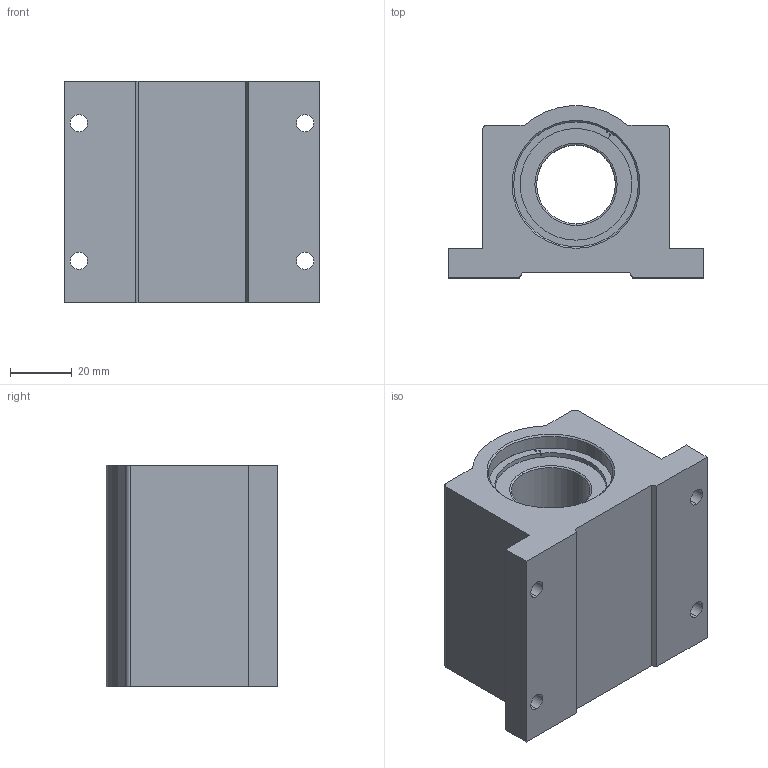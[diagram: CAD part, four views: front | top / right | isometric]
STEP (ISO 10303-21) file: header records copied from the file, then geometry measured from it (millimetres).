
FILE_DESCRIPTION (( 'STEP AP203' ), '1' );
FILE_NAME ('P16C.step', '2023-06-07T12:34:05', ( '' ), ( '' ), 'SwSTEP 2.0', 'SolidWorks 2021', '' );
FILE_SCHEMA (( 'CONFIG_CONTROL_DESIGN' ));
Length unit declared in the file: inch
Products named in the file (1): P16C
Bounding box: 82.55 x 55.47 x 71.44 mm (x, y, z)
Volume: 183217.4 mm3; surface area: 61275.7 mm2
Topology: 7 solids, 7 shells, 164 faces, 390 edges, 246 vertices
Faces by surface type: cylinder 71, plane 45, cone 28, torus 12, bspline 8
Entity records: 4977 total; most frequent: CARTESIAN_POINT 945, DIRECTION 904, ORIENTED_EDGE 780, EDGE_CURVE 390, AXIS2_PLACEMENT_3D 365, VERTEX_POINT 246, CIRCLE 208, EDGE_LOOP 188
